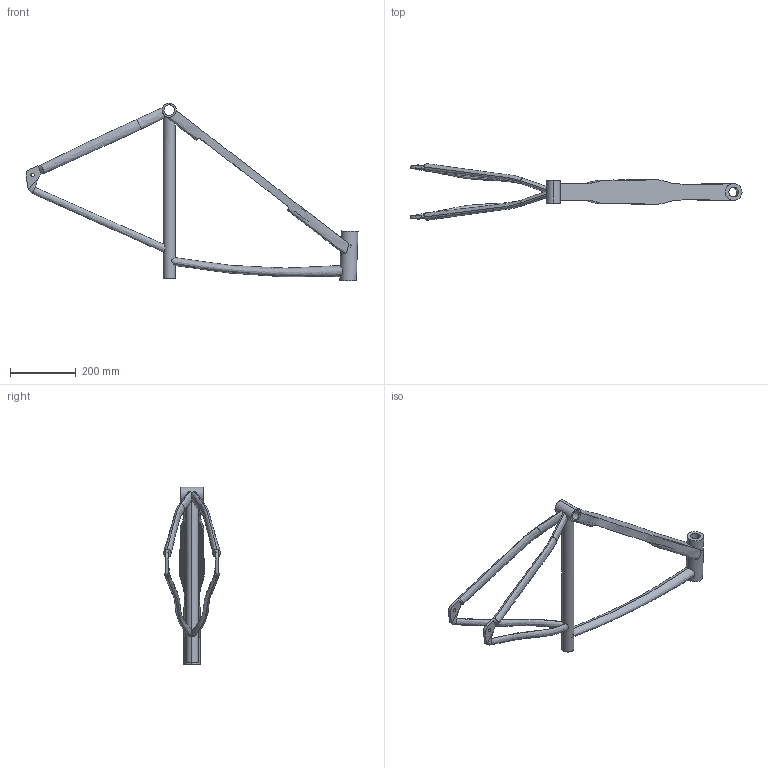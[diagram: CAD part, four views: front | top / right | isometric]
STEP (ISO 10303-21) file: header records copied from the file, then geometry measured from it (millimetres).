
FILE_DESCRIPTION (( 'STEP AP203' ), '1' );
FILE_NAME ('Frame_Default_sldprt.STEP', '2022-09-02T14:24:06', ( '' ), ( '' ), 'SwSTEP 2.0', 'SolidWorks 2021', '' );
FILE_SCHEMA (( 'CONFIG_CONTROL_DESIGN' ));
Length unit declared in the file: millimetre
Products named in the file (1): Frame_Default_sldprt
Bounding box: 1008.59 x 172.87 x 540.25 mm (x, y, z)
Volume: 1890404.9 mm3; surface area: 533870.3 mm2
Topology: 1 solids, 1 shells, 129 faces, 350 edges, 221 vertices
Faces by surface type: bspline 55, plane 46, cylinder 28
Entity records: 12810 total; most frequent: CARTESIAN_POINT 10074, ORIENTED_EDGE 700, EDGE_CURVE 350, DIRECTION 333, VERTEX_POINT 221, B_SPLINE_CURVE_WITH_KNOTS 142, EDGE_LOOP 141, ADVANCED_FACE 129
